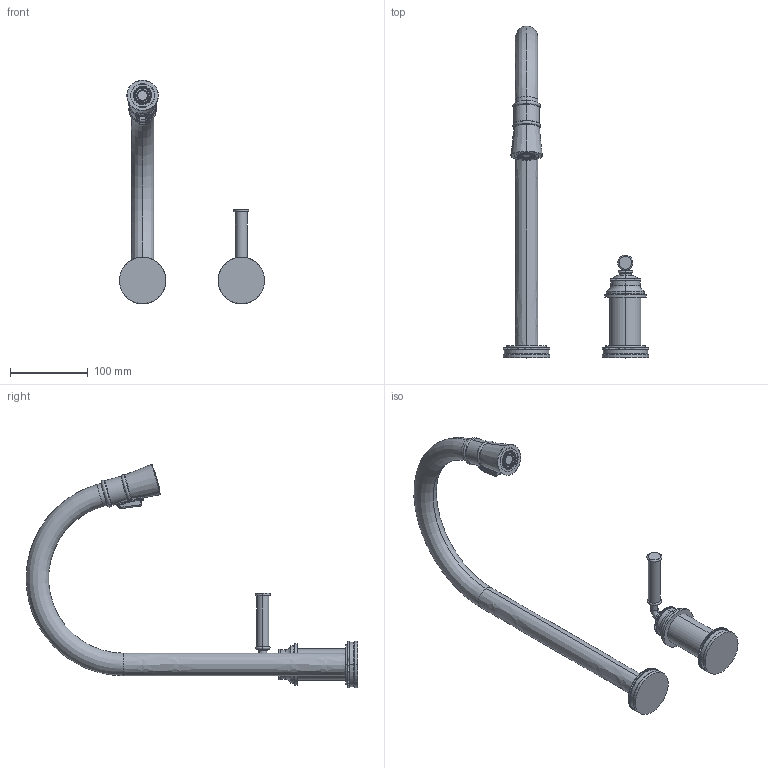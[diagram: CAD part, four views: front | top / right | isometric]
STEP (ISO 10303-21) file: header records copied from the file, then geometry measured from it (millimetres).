
FILE_DESCRIPTION((''),'2;1');
FILE_NAME('2940-5123','2021-04-08T12:14:41',('jinson.thomas'),(''),'CREO PARAMETRIC BY PTC INC, 2018400','CREO PARAMETRIC BY PTC INC, 2018400','');
FILE_SCHEMA(('CONFIG_CONTROL_DESIGN'));
Length unit declared in the file: inch
Products named in the file (1): 2940-5123
Bounding box: 186.69 x 426.68 x 287.28 mm (x, y, z)
Volume: 685201.8 mm3; surface area: 101503.5 mm2
Topology: 2 solids, 2 shells, 1355 faces, 3743 edges, 2443 vertices
Faces by surface type: plane 733, cylinder 385, cone 84, torus 79, bspline 56, sphere 18
Entity records: 45786 total; most frequent: CARTESIAN_POINT 10663, ORIENTED_EDGE 7454, DIRECTION 7325, EDGE_CURVE 3727, VECTOR 2461, LINE 2461, VERTEX_POINT 2443, AXIS2_PLACEMENT_3D 2432
